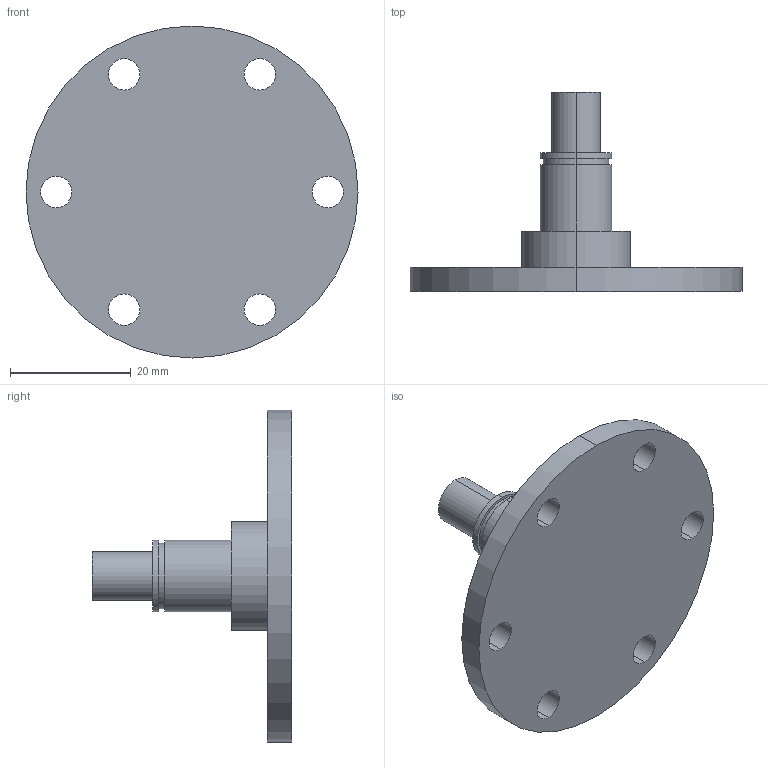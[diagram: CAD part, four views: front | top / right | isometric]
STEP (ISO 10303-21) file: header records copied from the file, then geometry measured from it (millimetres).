
FILE_DESCRIPTION (( 'STEP AP214' ), '1' );
FILE_NAME ('陬粣.STEP', '2017-04-09T14:20:28', ( '' ), ( '' ), 'SwSTEP 2.0', 'SolidWorks 2017', '' );
FILE_SCHEMA (( 'AUTOMOTIVE_DESIGN' ));
Length unit declared in the file: millimetre
Products named in the file (1): 陬粣
Bounding box: 55 x 33 x 55 mm (x, y, z)
Volume: 12451.1 mm3; surface area: 6689.3 mm2
Topology: 1 solids, 1 shells, 31 faces, 72 edges, 48 vertices
Faces by surface type: cylinder 24, plane 7
Entity records: 972 total; most frequent: DIRECTION 184, CARTESIAN_POINT 152, ORIENTED_EDGE 144, AXIS2_PLACEMENT_3D 80, EDGE_CURVE 72, EDGE_LOOP 48, CIRCLE 48, VERTEX_POINT 48
